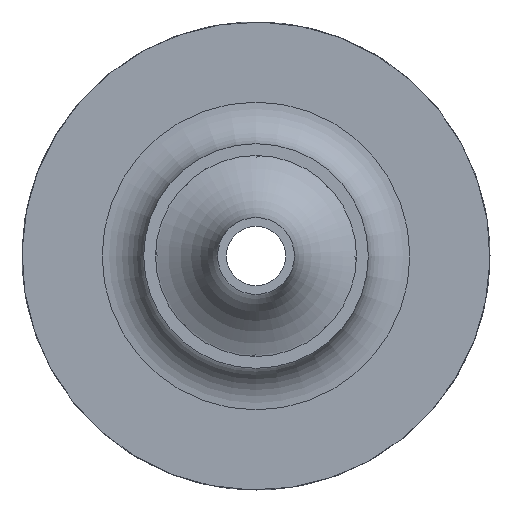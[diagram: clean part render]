
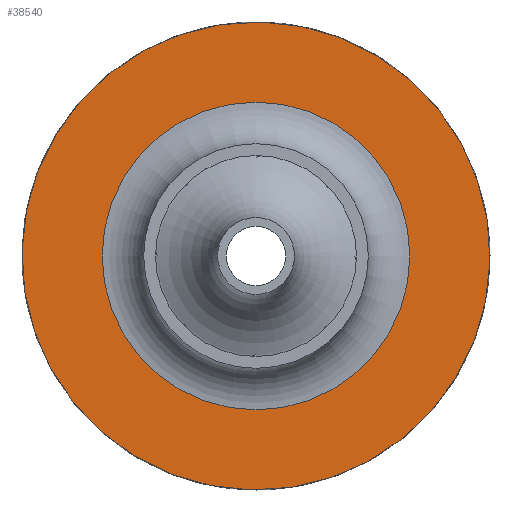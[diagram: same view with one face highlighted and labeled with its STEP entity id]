
A CAD part, left-side view. The second image highlights one B-rep face of the part: STEP entity #38540.
In plain terms, the highlighted planar face has unit normal (-1, 0, 0).
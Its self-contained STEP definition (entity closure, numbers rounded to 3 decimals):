
#45 = CYLINDRICAL_SURFACE('',#46,197.8);
#46 = AXIS2_PLACEMENT_3D('',#47,#48,#49);
#47 = CARTESIAN_POINT('',(10.,0.,0.));
#48 = DIRECTION('',(-1.,-0.,-0.));
#49 = DIRECTION('',(0.,1.,0.));
#408 = VERTEX_POINT('',#409);
#409 = CARTESIAN_POINT('',(-39.1,148.531,130.627));
#437 = EDGE_CURVE('',#408,#408,#438,.T.);
#438 = SURFACE_CURVE('',#439,(#444,#451),.PCURVE_S1.);
#439 = CIRCLE('',#440,197.8);
#440 = AXIS2_PLACEMENT_3D('',#441,#442,#443);
#441 = CARTESIAN_POINT('',(-39.1,0.,0.)
  );
#442 = DIRECTION('',(1.,0.,0.));
#443 = DIRECTION('',(-0.,0.751,0.66));
#444 = PCURVE('',#45,#445);
#445 = DEFINITIONAL_REPRESENTATION('',(#446),#450);
#446 = LINE('',#447,#448);
#447 = CARTESIAN_POINT('',(-0.721,49.1));
#448 = VECTOR('',#449,1.);
#449 = DIRECTION('',(-1.,0.));
#450 = ( GEOMETRIC_REPRESENTATION_CONTEXT(2) 
PARAMETRIC_REPRESENTATION_CONTEXT() REPRESENTATION_CONTEXT('2D SPACE',''
  ) );
#451 = PCURVE('',#452,#457);
#452 = PLANE('',#453);
#453 = AXIS2_PLACEMENT_3D('',#454,#455,#456);
#454 = CARTESIAN_POINT('',(-39.1,0.,0.));
#455 = DIRECTION('',(-1.,-0.,-0.));
#456 = DIRECTION('',(-0.,-1.,-0.));
#457 = DEFINITIONAL_REPRESENTATION('',(#458),#466);
#458 = ( BOUNDED_CURVE() B_SPLINE_CURVE(2,(#459,#460,#461,#462,#463,#464
,#465),.UNSPECIFIED.,.T.,.F.) B_SPLINE_CURVE_WITH_KNOTS((1,2,2,2,2,1),(
    -2.094,0.,2.094,4.189,6.283,
8.378),.UNSPECIFIED.) CURVE() GEOMETRIC_REPRESENTATION_ITEM() 
RATIONAL_B_SPLINE_CURVE((1.,0.5,1.,0.5,1.,0.5,1.)) REPRESENTATION_ITEM(
  '') );
#459 = CARTESIAN_POINT('',(-148.531,130.627));
#460 = CARTESIAN_POINT('',(77.723,387.89));
#461 = CARTESIAN_POINT('',(187.392,63.318));
#462 = CARTESIAN_POINT('',(297.061,-261.255));
#463 = CARTESIAN_POINT('',(-38.861,-193.945));
#464 = CARTESIAN_POINT('',(-374.784,-126.635));
#465 = CARTESIAN_POINT('',(-148.531,130.627));
#466 = ( GEOMETRIC_REPRESENTATION_CONTEXT(2) 
PARAMETRIC_REPRESENTATION_CONTEXT() REPRESENTATION_CONTEXT('2D SPACE',''
  ) );
#38540 = ADVANCED_FACE('',(#38541,#38576),#452,.T.);
#38541 = FACE_BOUND('',#38542,.T.);
#38542 = EDGE_LOOP('',(#38543));
#38543 = ORIENTED_EDGE('',*,*,#38544,.T.);
#38544 = EDGE_CURVE('',#38545,#38545,#38547,.T.);
#38545 = VERTEX_POINT('',#38546);
#38546 = CARTESIAN_POINT('',(-39.1,130.07,0.));
#38547 = SURFACE_CURVE('',#38548,(#38553,#38564),.PCURVE_S1.);
#38548 = CIRCLE('',#38549,130.07);
#38549 = AXIS2_PLACEMENT_3D('',#38550,#38551,#38552);
#38550 = CARTESIAN_POINT('',(-39.1,0.,0.));
#38551 = DIRECTION('',(1.,0.,0.));
#38552 = DIRECTION('',(-0.,1.,0.));
#38553 = PCURVE('',#452,#38554);
#38554 = DEFINITIONAL_REPRESENTATION('',(#38555),#38563);
#38555 = ( BOUNDED_CURVE() B_SPLINE_CURVE(2,(#38556,#38557,#38558,#38559
    ,#38560,#38561,#38562),.UNSPECIFIED.,.T.,.F.) 
B_SPLINE_CURVE_WITH_KNOTS((1,2,2,2,2,1),(-2.094,0.,
    2.094,4.189,6.283,8.378),
.UNSPECIFIED.) CURVE() GEOMETRIC_REPRESENTATION_ITEM() 
RATIONAL_B_SPLINE_CURVE((1.,0.5,1.,0.5,1.,0.5,1.)) REPRESENTATION_ITEM(
  '') );
#38556 = CARTESIAN_POINT('',(-130.07,0.));
#38557 = CARTESIAN_POINT('',(-130.07,225.288));
#38558 = CARTESIAN_POINT('',(65.035,112.644));
#38559 = CARTESIAN_POINT('',(260.14,0.));
#38560 = CARTESIAN_POINT('',(65.035,-112.644));
#38561 = CARTESIAN_POINT('',(-130.07,-225.288));
#38562 = CARTESIAN_POINT('',(-130.07,0.));
#38563 = ( GEOMETRIC_REPRESENTATION_CONTEXT(2) 
PARAMETRIC_REPRESENTATION_CONTEXT() REPRESENTATION_CONTEXT('2D SPACE',''
  ) );
#38564 = PCURVE('',#38565,#38570);
#38565 = TOROIDAL_SURFACE('',#38566,130.07,35.264);
#38566 = AXIS2_PLACEMENT_3D('',#38567,#38568,#38569);
#38567 = CARTESIAN_POINT('',(-74.364,0.,0.));
#38568 = DIRECTION('',(-1.,-0.,-0.));
#38569 = DIRECTION('',(-0.,1.,0.));
#38570 = DEFINITIONAL_REPRESENTATION('',(#38571),#38575);
#38571 = LINE('',#38572,#38573);
#38572 = CARTESIAN_POINT('',(-0.,4.712));
#38573 = VECTOR('',#38574,1.);
#38574 = DIRECTION('',(-1.,0.));
#38575 = ( GEOMETRIC_REPRESENTATION_CONTEXT(2) 
PARAMETRIC_REPRESENTATION_CONTEXT() REPRESENTATION_CONTEXT('2D SPACE',''
  ) );
#38576 = FACE_BOUND('',#38577,.T.);
#38577 = EDGE_LOOP('',(#38578));
#38578 = ORIENTED_EDGE('',*,*,#437,.F.);
